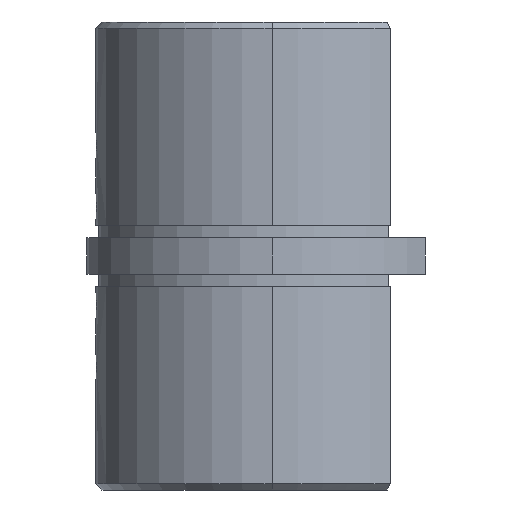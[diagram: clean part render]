
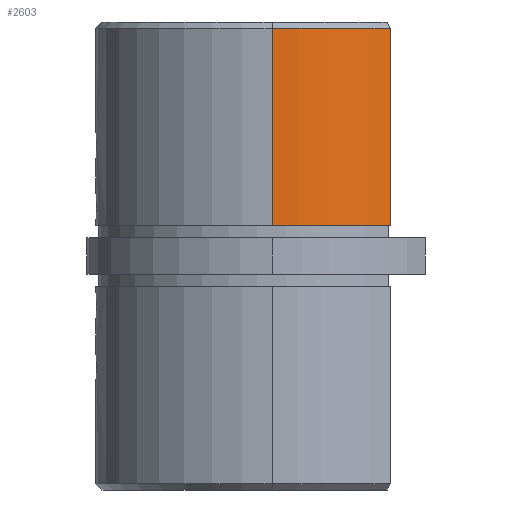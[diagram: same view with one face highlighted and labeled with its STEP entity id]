
A CAD part, left-side view. The second image highlights one B-rep face of the part: STEP entity #2603.
In plain terms, the highlighted cylindrical face has radius 28.65 mm (diameter 57.3 mm), a partial arc.
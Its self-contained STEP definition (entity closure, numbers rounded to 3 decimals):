
#321 = DIRECTION ( 'NONE',  ( 0., 0., -1. ) ) ;
#608 = AXIS2_PLACEMENT_3D ( 'NONE', #1206, #10088, #12625 ) ;
#1206 = CARTESIAN_POINT ( 'NONE',  ( 0., 0., 37. ) ) ;
#1385 = CARTESIAN_POINT ( 'NONE',  ( 0., 0., 5. ) ) ;
#1626 = CARTESIAN_POINT ( 'NONE',  ( -21.274, -19.189, 38. ) ) ;
#2295 = VERTEX_POINT ( 'NONE', #5604 ) ;
#2596 = VECTOR ( 'NONE', #15723, 1000. ) ;
#2603 = ADVANCED_FACE ( 'NONE', ( #12940 ), #2825, .T. ) ;
#2647 = AXIS2_PLACEMENT_3D ( 'NONE', #1385, #16441, #3707 ) ;
#2740 = CARTESIAN_POINT ( 'NONE',  ( 0., 0., 38. ) ) ;
#2825 = CYLINDRICAL_SURFACE ( 'NONE', #14413, 28.65 ) ;
#3707 = DIRECTION ( 'NONE',  ( -1., 0., 0. ) ) ;
#4656 = ORIENTED_EDGE ( 'NONE', *, *, #14313, .F. ) ;
#4907 = ORIENTED_EDGE ( 'NONE', *, *, #11006, .F. ) ;
#5124 = EDGE_CURVE ( 'NONE', #2295, #14552, #9880, .T. ) ;
#5604 = CARTESIAN_POINT ( 'NONE',  ( -28.65, 0., 37. ) ) ;
#6397 = VERTEX_POINT ( 'NONE', #8326 ) ;
#7236 = CIRCLE ( 'NONE', #2647, 28.65 ) ;
#7638 = DIRECTION ( 'NONE',  ( 0., 0., -1. ) ) ;
#8130 = VECTOR ( 'NONE', #321, 1000. ) ;
#8326 = CARTESIAN_POINT ( 'NONE',  ( -21.274, -19.189, 37. ) ) ;
#8484 = EDGE_CURVE ( 'NONE', #6397, #2295, #14387, .T. ) ;
#8737 = ORIENTED_EDGE ( 'NONE', *, *, #5124, .T. ) ;
#9279 = VERTEX_POINT ( 'NONE', #13142 ) ;
#9880 = LINE ( 'NONE', #11743, #8130 ) ;
#10088 = DIRECTION ( 'NONE',  ( 0., 0., -1. ) ) ;
#10254 = ORIENTED_EDGE ( 'NONE', *, *, #8484, .T. ) ;
#10321 = EDGE_LOOP ( 'NONE', ( #10254, #8737, #4907, #4656 ) ) ;
#11006 = EDGE_CURVE ( 'NONE', #9279, #14552, #7236, .T. ) ;
#11743 = CARTESIAN_POINT ( 'NONE',  ( -28.65, 0., 38. ) ) ;
#12625 = DIRECTION ( 'NONE',  ( 1., 0., 0. ) ) ;
#12940 = FACE_OUTER_BOUND ( 'NONE', #10321, .T. ) ;
#13142 = CARTESIAN_POINT ( 'NONE',  ( -21.274, -19.189, 5. ) ) ;
#13585 = CARTESIAN_POINT ( 'NONE',  ( -28.65, 0., 5. ) ) ;
#13930 = DIRECTION ( 'NONE',  ( -1., 0., 0. ) ) ;
#14313 = EDGE_CURVE ( 'NONE', #6397, #9279, #14869, .T. ) ;
#14387 = CIRCLE ( 'NONE', #608, 28.65 ) ;
#14413 = AXIS2_PLACEMENT_3D ( 'NONE', #2740, #7638, #13930 ) ;
#14552 = VERTEX_POINT ( 'NONE', #13585 ) ;
#14869 = LINE ( 'NONE', #1626, #2596 ) ;
#15723 = DIRECTION ( 'NONE',  ( 0., 0., -1. ) ) ;
#16441 = DIRECTION ( 'NONE',  ( 0., 0., -1. ) ) ;
